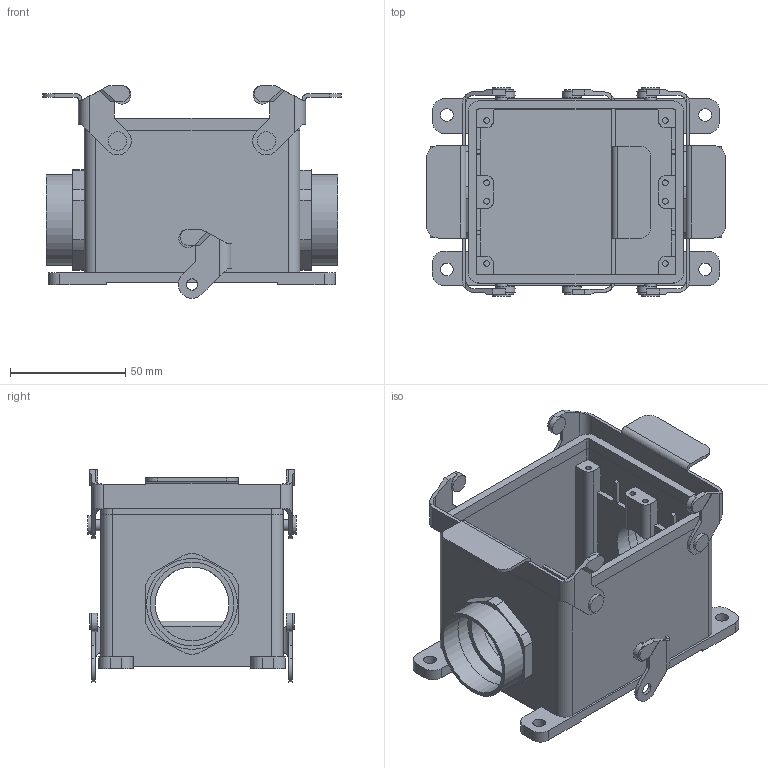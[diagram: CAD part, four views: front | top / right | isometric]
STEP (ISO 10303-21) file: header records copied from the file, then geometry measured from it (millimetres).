
FILE_DESCRIPTION( ( 'Unknown' ), '1' );
FILE_NAME( 'H_B_32_SGRL_29_ASM_C.stp', 'Unknown', ( 'Unknown' ), ( 'Unknown' ), 'PSStep 11.0', 'Unknown', ' ' );
FILE_SCHEMA( ( 'AUTOMOTIVE_DESIGN { 1 0 10303 214 1 1 1 1 }' ) );
Length unit declared in the file: millimetre
Products named in the file (3): Assem1; H_A_16_LB_C; H_B_32_SGRL_29_C
Bounding box: 129.5 x 90.4 x 92.18 mm (x, y, z)
Volume: 275880.8 mm3; surface area: 158053.5 mm2
Topology: 5 solids, 5 shells, 552 faces, 1492 edges, 996 vertices
Faces by surface type: plane 352, cylinder 200
Full cylindrical faces by diameter (mm): 2.459 x16, 4.9 x8, 5 x6, 5.5 x8, 8 x14, 32 x4, 36.24 x8, 39.4 x4
Entity records: 9802 total; most frequent: CARTESIAN_POINT 1455, DIRECTION 1316, ORIENTED_EDGE 1256, EDGE_CURVE 628, AXIS2_PLACEMENT_3D 441, VERTEX_POINT 436, LINE 434, VECTOR 434
